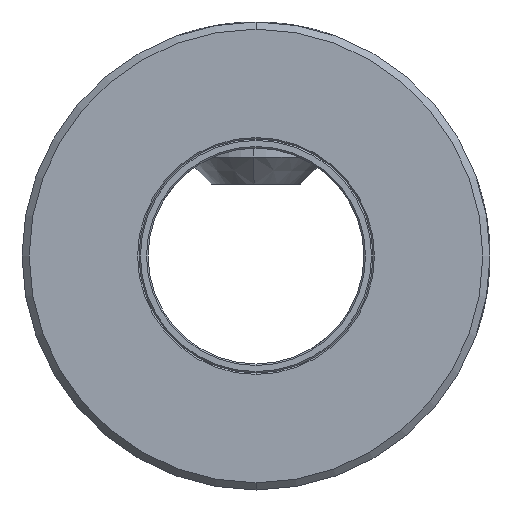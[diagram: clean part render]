
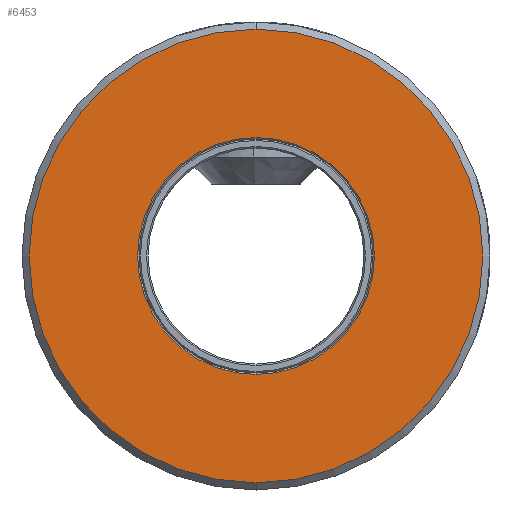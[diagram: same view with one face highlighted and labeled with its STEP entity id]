
A CAD part, front view. The second image highlights one B-rep face of the part: STEP entity #6453.
In plain terms, the highlighted planar face has unit normal (0, -1, 0).
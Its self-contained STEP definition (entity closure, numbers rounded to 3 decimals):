
#59 = EDGE_CURVE ( 'NONE', #163, #4032, #5859, .T. ) ;
#163 = VERTEX_POINT ( 'NONE', #5824 ) ;
#244 = ORIENTED_EDGE ( 'NONE', *, *, #4348, .T. ) ;
#400 = DIRECTION ( 'NONE',  ( 0., -1., 0. ) ) ;
#447 = VERTEX_POINT ( 'NONE', #4639 ) ;
#962 = CARTESIAN_POINT ( 'NONE',  ( 0., -3., 0. ) ) ;
#1218 = CIRCLE ( 'NONE', #4805, 6.3 ) ;
#1255 = VERTEX_POINT ( 'NONE', #2982 ) ;
#1584 = DIRECTION ( 'NONE',  ( 0., 1., 0. ) ) ;
#2560 = DIRECTION ( 'NONE',  ( 0., 0., 1. ) ) ;
#2910 = CIRCLE ( 'NONE', #3307, 3.29 ) ;
#2982 = CARTESIAN_POINT ( 'NONE',  ( 0., -3., -6.3 ) ) ;
#3307 = AXIS2_PLACEMENT_3D ( 'NONE', #7015, #3711, #2560 ) ;
#3356 = AXIS2_PLACEMENT_3D ( 'NONE', #962, #400, #7118 ) ;
#3430 = CARTESIAN_POINT ( 'NONE',  ( 0., -3., 0. ) ) ;
#3711 = DIRECTION ( 'NONE',  ( 0., 1., 0. ) ) ;
#4032 = VERTEX_POINT ( 'NONE', #4334 ) ;
#4078 = AXIS2_PLACEMENT_3D ( 'NONE', #4394, #1584, #5381 ) ;
#4334 = CARTESIAN_POINT ( 'NONE',  ( 0., -3., 3.29 ) ) ;
#4348 = EDGE_CURVE ( 'NONE', #1255, #447, #5663, .T. ) ;
#4394 = CARTESIAN_POINT ( 'NONE',  ( 0., -3., 0. ) ) ;
#4486 = FACE_OUTER_BOUND ( 'NONE', #6529, .T. ) ;
#4639 = CARTESIAN_POINT ( 'NONE',  ( 0., -3., 6.3 ) ) ;
#4805 = AXIS2_PLACEMENT_3D ( 'NONE', #3430, #6244, #6799 ) ;
#4835 = FACE_BOUND ( 'NONE', #5523, .T. ) ;
#4891 = ORIENTED_EDGE ( 'NONE', *, *, #5161, .T. ) ;
#5005 = CARTESIAN_POINT ( 'NONE',  ( 0., -3., 0. ) ) ;
#5107 = DIRECTION ( 'NONE',  ( 0., 1., 0. ) ) ;
#5161 = EDGE_CURVE ( 'NONE', #447, #1255, #1218, .T. ) ;
#5381 = DIRECTION ( 'NONE',  ( 0., 0., 1. ) ) ;
#5383 = EDGE_CURVE ( 'NONE', #4032, #163, #2910, .T. ) ;
#5523 = EDGE_LOOP ( 'NONE', ( #7052, #6948 ) ) ;
#5655 = PLANE ( 'NONE',  #6354 ) ;
#5663 = CIRCLE ( 'NONE', #3356, 6.3 ) ;
#5824 = CARTESIAN_POINT ( 'NONE',  ( 0., -3., -3.29 ) ) ;
#5859 = CIRCLE ( 'NONE', #4078, 3.29 ) ;
#6226 = DIRECTION ( 'NONE',  ( 0., 0., 1. ) ) ;
#6244 = DIRECTION ( 'NONE',  ( 0., -1., 0. ) ) ;
#6354 = AXIS2_PLACEMENT_3D ( 'NONE', #5005, #5107, #6226 ) ;
#6453 = ADVANCED_FACE ( 'NONE', ( #4835, #4486 ), #5655, .F. ) ;
#6529 = EDGE_LOOP ( 'NONE', ( #4891, #244 ) ) ;
#6799 = DIRECTION ( 'NONE',  ( 0., 0., 1. ) ) ;
#6948 = ORIENTED_EDGE ( 'NONE', *, *, #5383, .T. ) ;
#7015 = CARTESIAN_POINT ( 'NONE',  ( 0., -3., 0. ) ) ;
#7052 = ORIENTED_EDGE ( 'NONE', *, *, #59, .T. ) ;
#7118 = DIRECTION ( 'NONE',  ( 0., 0., 1. ) ) ;
